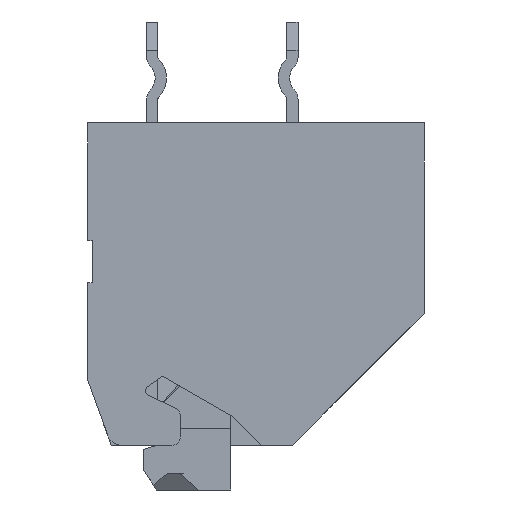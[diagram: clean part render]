
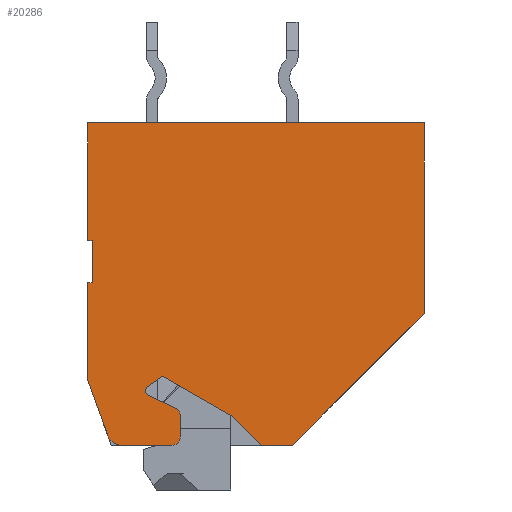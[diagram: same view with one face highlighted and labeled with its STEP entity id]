
A CAD part, front view. The second image highlights one B-rep face of the part: STEP entity #20286.
In plain terms, the highlighted planar face has unit normal (0, -1, 0).
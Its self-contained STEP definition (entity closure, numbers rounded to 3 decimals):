
#797=DIRECTION('',(1.,0.,0.));
#798=VECTOR('',#797,1.813);
#799=CARTESIAN_POINT('',(1.187,0.,-15.1));
#800=LINE('',#799,#798);
#3565=DIRECTION('',(0.,0.,-1.));
#3566=VECTOR('',#3565,4.2);
#3567=CARTESIAN_POINT('',(0.,0.,-3.6));
#3568=LINE('',#3567,#3566);
#3577=DIRECTION('',(1.,0.,0.));
#3578=VECTOR('',#3577,0.15);
#3579=CARTESIAN_POINT('',(0.,0.,-7.8));
#3580=LINE('',#3579,#3578);
#3589=DIRECTION('',(0.,0.,-1.));
#3590=VECTOR('',#3589,1.5);
#3591=CARTESIAN_POINT('',(0.15,0.,-7.8));
#3592=LINE('',#3591,#3590);
#3601=DIRECTION('',(-1.,0.,0.));
#3602=VECTOR('',#3601,0.15);
#3603=CARTESIAN_POINT('',(0.15,0.,-9.3));
#3604=LINE('',#3603,#3602);
#3613=DIRECTION('',(0.,0.,-1.));
#3614=VECTOR('',#3613,3.5);
#3615=CARTESIAN_POINT('',(0.,0.,-9.3));
#3616=LINE('',#3615,#3614);
#5008=DIRECTION('',(1.,0.,0.));
#5009=VECTOR('',#5008,1.1);
#5010=CARTESIAN_POINT('',(6.2,0.,-15.1));
#5011=LINE('',#5010,#5009);
#5016=DIRECTION('',(1.,0.,0.));
#5017=VECTOR('',#5016,12.);
#5018=CARTESIAN_POINT('',(0.,0.,-3.6));
#5019=LINE('',#5018,#5017);
#5020=DIRECTION('',(0.,0.,-1.));
#5021=VECTOR('',#5020,6.8);
#5022=CARTESIAN_POINT('',(12.,0.,-3.6));
#5023=LINE('',#5022,#5021);
#5024=DIRECTION('',(-0.707,0.,-0.707));
#5025=VECTOR('',#5024,6.647);
#5026=CARTESIAN_POINT('',(12.,0.,-10.4));
#5027=LINE('',#5026,#5025);
#5028=DIRECTION('',(-0.707,0.,0.707));
#5029=VECTOR('',#5028,1.414);
#5030=CARTESIAN_POINT('',(6.2,0.,-15.1));
#5031=LINE('',#5030,#5029);
#5032=DIRECTION('',(-0.866,0.,0.5));
#5033=VECTOR('',#5032,2.929);
#5034=CARTESIAN_POINT('',(5.2,0.,-14.1));
#5035=LINE('',#5034,#5033);
#5036=DIRECTION('',(-0.819,0.,-0.574));
#5037=VECTOR('',#5036,0.623);
#5038=CARTESIAN_POINT('',(2.663,0.,-12.635));
#5039=LINE('',#5038,#5037);
#5040=CARTESIAN_POINT('',(2.268,0.,-13.157));
#5041=DIRECTION('',(0.,-1.,0.));
#5042=DIRECTION('',(-0.574,0.,0.819));
#5043=AXIS2_PLACEMENT_3D('',#5040,#5041,#5042);
#5045=DIRECTION('',(0.906,0.,-0.423));
#5046=VECTOR('',#5045,1.041);
#5047=CARTESIAN_POINT('',(2.183,0.,-13.338));
#5048=LINE('',#5047,#5046);
#5049=CARTESIAN_POINT('',(3.,0.,-14.05));
#5050=DIRECTION('',(0.,1.,0.));
#5051=DIRECTION('',(0.423,0.,0.906));
#5052=AXIS2_PLACEMENT_3D('',#5049,#5050,#5051);
#5054=CARTESIAN_POINT('',(3.,0.,-14.8));
#5055=DIRECTION('',(0.,1.,0.));
#5056=DIRECTION('',(1.,0.,0.));
#5057=AXIS2_PLACEMENT_3D('',#5054,#5055,#5056);
#5059=CARTESIAN_POINT('',(1.187,0.,-14.6));
#5060=DIRECTION('',(0.,1.,0.));
#5061=DIRECTION('',(0.,0.,-1.));
#5062=AXIS2_PLACEMENT_3D('',#5059,#5060,#5061);
#5064=DIRECTION('',(-0.342,0.,0.94));
#5065=VECTOR('',#5064,2.098);
#5066=CARTESIAN_POINT('',(0.717,0.,-14.771));
#5067=LINE('',#5066,#5065);
#5390=DIRECTION('',(0.,0.,1.));
#5391=VECTOR('',#5390,0.75);
#5392=CARTESIAN_POINT('',(3.3,0.,-14.8));
#5393=LINE('',#5392,#5391);
#10394=CARTESIAN_POINT('',(12.,0.,-3.6));
#10395=VERTEX_POINT('',#10394);
#10398=CARTESIAN_POINT('',(0.,0.,-3.6));
#10399=VERTEX_POINT('',#10398);
#10400=CARTESIAN_POINT('',(12.,0.,-10.4));
#10401=VERTEX_POINT('',#10400);
#10402=CARTESIAN_POINT('',(7.3,0.,-15.1));
#10403=VERTEX_POINT('',#10402);
#10404=CARTESIAN_POINT('',(6.2,0.,-15.1));
#10405=CARTESIAN_POINT('',(5.2,0.,-14.1));
#10406=VERTEX_POINT('',#10404);
#10407=VERTEX_POINT('',#10405);
#10408=CARTESIAN_POINT('',(2.663,0.,-12.635));
#10409=VERTEX_POINT('',#10408);
#10410=CARTESIAN_POINT('',(2.153,0.,-12.993));
#10411=VERTEX_POINT('',#10410);
#10412=CARTESIAN_POINT('',(2.183,0.,-13.338));
#10413=VERTEX_POINT('',#10412);
#10414=CARTESIAN_POINT('',(3.127,0.,-13.778));
#10415=VERTEX_POINT('',#10414);
#10416=CARTESIAN_POINT('',(3.3,0.,-14.05));
#10417=VERTEX_POINT('',#10416);
#10418=CARTESIAN_POINT('',(3.3,0.,-14.8));
#10419=CARTESIAN_POINT('',(3.,0.,-15.1));
#10420=VERTEX_POINT('',#10418);
#10421=VERTEX_POINT('',#10419);
#10422=CARTESIAN_POINT('',(1.187,0.,-15.1));
#10423=CARTESIAN_POINT('',(0.717,0.,-14.771));
#10424=VERTEX_POINT('',#10422);
#10425=VERTEX_POINT('',#10423);
#10426=CARTESIAN_POINT('',(0.,0.,-12.8));
#10427=VERTEX_POINT('',#10426);
#10428=CARTESIAN_POINT('',(0.,0.,-7.8));
#10429=VERTEX_POINT('',#10428);
#10432=CARTESIAN_POINT('',(0.15,0.,-7.8));
#10433=VERTEX_POINT('',#10432);
#10434=CARTESIAN_POINT('',(0.15,0.,-9.3));
#10435=VERTEX_POINT('',#10434);
#10436=CARTESIAN_POINT('',(0.,0.,-9.3));
#10437=VERTEX_POINT('',#10436);
#20252=CARTESIAN_POINT('',(6.,0.,-9.35));
#20253=DIRECTION('',(0.,1.,0.));
#20254=DIRECTION('',(1.,0.,0.));
#20255=AXIS2_PLACEMENT_3D('',#20252,#20253,#20254);
#20256=PLANE('',#20255);
#20257=ORIENTED_EDGE('',*,*,#18621,.F.);
#20259=ORIENTED_EDGE('',*,*,#20258,.T.);
#20260=ORIENTED_EDGE('',*,*,#13756,.T.);
#20261=ORIENTED_EDGE('',*,*,#18809,.T.);
#20262=ORIENTED_EDGE('',*,*,#20242,.F.);
#20263=ORIENTED_EDGE('',*,*,#14782,.T.);
#20265=ORIENTED_EDGE('',*,*,#20264,.T.);
#20266=ORIENTED_EDGE('',*,*,#14339,.T.);
#20268=ORIENTED_EDGE('',*,*,#20267,.T.);
#20270=ORIENTED_EDGE('',*,*,#20269,.T.);
#20272=ORIENTED_EDGE('',*,*,#20271,.T.);
#20274=ORIENTED_EDGE('',*,*,#20273,.F.);
#20276=ORIENTED_EDGE('',*,*,#20275,.T.);
#20277=ORIENTED_EDGE('',*,*,#14606,.F.);
#20278=ORIENTED_EDGE('',*,*,#14518,.T.);
#20279=ORIENTED_EDGE('',*,*,#14560,.T.);
#20280=ORIENTED_EDGE('',*,*,#18680,.F.);
#20281=ORIENTED_EDGE('',*,*,#18666,.F.);
#20282=ORIENTED_EDGE('',*,*,#18651,.F.);
#20283=ORIENTED_EDGE('',*,*,#18636,.F.);
#20284=EDGE_LOOP('',(#20257,#20259,#20260,#20261,#20262,#20263,#20265,#20266,
#20268,#20270,#20272,#20274,#20276,#20277,#20278,#20279,#20280,#20281,#20282,
#20283));
#20285=FACE_OUTER_BOUND('',#20284,.F.);
#5044=CIRCLE('',#5043,0.2);
#5053=CIRCLE('',#5052,0.3);
#5058=CIRCLE('',#5057,0.3);
#5063=CIRCLE('',#5062,0.5);
#13756=EDGE_CURVE('',#10395,#10401,#5023,.T.);
#14339=EDGE_CURVE('',#10409,#10411,#5039,.T.);
#14518=EDGE_CURVE('',#10424,#10425,#5063,.T.);
#14560=EDGE_CURVE('',#10425,#10427,#5067,.T.);
#14606=EDGE_CURVE('',#10424,#10421,#800,.T.);
#14782=EDGE_CURVE('',#10406,#10407,#5031,.T.);
#18621=EDGE_CURVE('',#10399,#10429,#3568,.T.);
#18636=EDGE_CURVE('',#10429,#10433,#3580,.T.);
#18651=EDGE_CURVE('',#10433,#10435,#3592,.T.);
#18666=EDGE_CURVE('',#10435,#10437,#3604,.T.);
#18680=EDGE_CURVE('',#10437,#10427,#3616,.T.);
#18809=EDGE_CURVE('',#10401,#10403,#5027,.T.);
#20242=EDGE_CURVE('',#10406,#10403,#5011,.T.);
#20258=EDGE_CURVE('',#10399,#10395,#5019,.T.);
#20264=EDGE_CURVE('',#10407,#10409,#5035,.T.);
#20267=EDGE_CURVE('',#10411,#10413,#5044,.T.);
#20269=EDGE_CURVE('',#10413,#10415,#5048,.T.);
#20271=EDGE_CURVE('',#10415,#10417,#5053,.T.);
#20273=EDGE_CURVE('',#10420,#10417,#5393,.T.);
#20275=EDGE_CURVE('',#10420,#10421,#5058,.T.);
#20286=ADVANCED_FACE('',(#20285),#20256,.F.);
